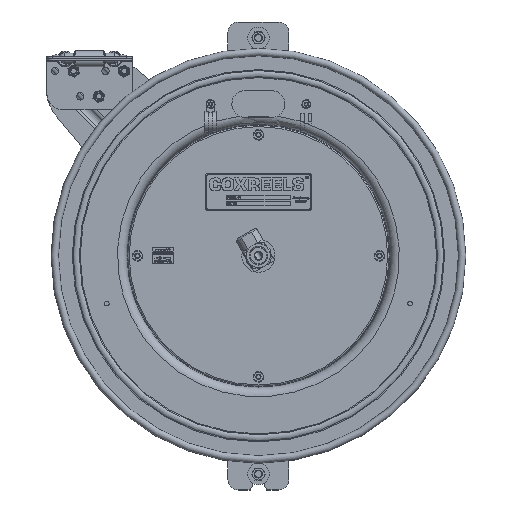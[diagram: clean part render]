
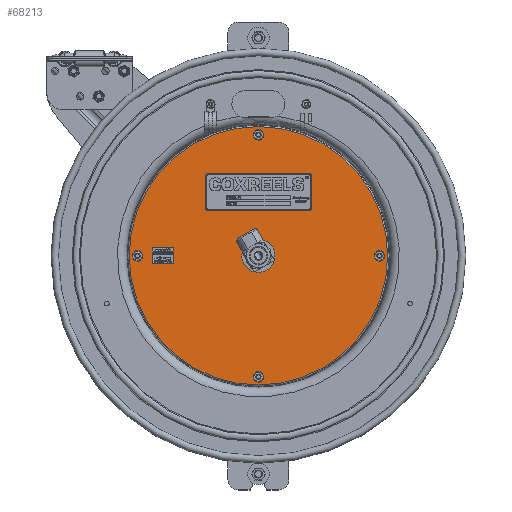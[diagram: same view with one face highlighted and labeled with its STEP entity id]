
A CAD part, top view. The second image highlights one B-rep face of the part: STEP entity #68213.
In plain terms, the highlighted planar face has unit normal (0, 0, 1).
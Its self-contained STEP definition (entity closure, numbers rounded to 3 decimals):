
#3046=FACE_BOUND('',#10650,.T.);
#3047=FACE_BOUND('',#10651,.T.);
#3048=FACE_BOUND('',#10652,.T.);
#3049=FACE_BOUND('',#10653,.T.);
#3050=FACE_BOUND('',#10654,.T.);
#5076=CIRCLE('',#72140,6.078);
#5077=CIRCLE('',#72141,0.655);
#5078=CIRCLE('',#72142,0.14);
#5079=CIRCLE('',#72143,0.14);
#5080=CIRCLE('',#72144,0.14);
#5081=CIRCLE('',#72145,0.14);
#7771=FACE_OUTER_BOUND('',#10649,.T.);
#10649=EDGE_LOOP('',(#54903));
#10650=EDGE_LOOP('',(#54904));
#10651=EDGE_LOOP('',(#54905));
#10652=EDGE_LOOP('',(#54906));
#10653=EDGE_LOOP('',(#54907));
#10654=EDGE_LOOP('',(#54908));
#30292=VERTEX_POINT('',#111183);
#30293=VERTEX_POINT('',#111185);
#30294=VERTEX_POINT('',#111187);
#30295=VERTEX_POINT('',#111189);
#30296=VERTEX_POINT('',#111191);
#30297=VERTEX_POINT('',#111193);
#40474=EDGE_CURVE('',#30292,#30292,#5076,.T.);
#40475=EDGE_CURVE('',#30293,#30293,#5077,.T.);
#40476=EDGE_CURVE('',#30294,#30294,#5078,.T.);
#40477=EDGE_CURVE('',#30295,#30295,#5079,.T.);
#40478=EDGE_CURVE('',#30296,#30296,#5080,.T.);
#40479=EDGE_CURVE('',#30297,#30297,#5081,.T.);
#54903=ORIENTED_EDGE('',*,*,#40474,.F.);
#54904=ORIENTED_EDGE('',*,*,#40475,.T.);
#54905=ORIENTED_EDGE('',*,*,#40476,.T.);
#54906=ORIENTED_EDGE('',*,*,#40477,.T.);
#54907=ORIENTED_EDGE('',*,*,#40478,.T.);
#54908=ORIENTED_EDGE('',*,*,#40479,.T.);
#63279=PLANE('',#72139);
#68213=ADVANCED_FACE('',(#7771,#3046,#3047,#3048,#3049,#3050),#63279,.T.);
#72139=AXIS2_PLACEMENT_3D('',#111182,#82409,#82410);
#72140=AXIS2_PLACEMENT_3D('',#111184,#82411,#82412);
#72141=AXIS2_PLACEMENT_3D('',#111186,#82413,#82414);
#72142=AXIS2_PLACEMENT_3D('',#111188,#82415,#82416);
#72143=AXIS2_PLACEMENT_3D('',#111190,#82417,#82418);
#72144=AXIS2_PLACEMENT_3D('',#111192,#82419,#82420);
#72145=AXIS2_PLACEMENT_3D('',#111194,#82421,#82422);
#82409=DIRECTION('center_axis',(0.,0.,
1.));
#82410=DIRECTION('ref_axis',(-1.,0.,0.));
#82411=DIRECTION('center_axis',(0.,0.,
-1.));
#82412=DIRECTION('ref_axis',(-1.,0.,0.));
#82413=DIRECTION('center_axis',(0.,0.,
-1.));
#82414=DIRECTION('ref_axis',(1.,0.,0.));
#82415=DIRECTION('center_axis',(0.,0.,
-1.));
#82416=DIRECTION('ref_axis',(-1.,0.,0.));
#82417=DIRECTION('center_axis',(0.,0.,
-1.));
#82418=DIRECTION('ref_axis',(-1.,0.,0.));
#82419=DIRECTION('center_axis',(0.,0.,
-1.));
#82420=DIRECTION('ref_axis',(-1.,0.,0.));
#82421=DIRECTION('center_axis',(0.,0.,
-1.));
#82422=DIRECTION('ref_axis',(-1.,0.,0.));
#111182=CARTESIAN_POINT('Origin',(51.936,-11.252,-49.546));
#111183=CARTESIAN_POINT('',(58.013,-11.252,-49.546));
#111184=CARTESIAN_POINT('Origin',(51.936,-11.252,-49.546));
#111185=CARTESIAN_POINT('',(51.281,-11.252,-49.546));
#111186=CARTESIAN_POINT('Origin',(51.936,-11.252,-49.546));
#111187=CARTESIAN_POINT('',(46.108,-11.252,-49.546));
#111188=CARTESIAN_POINT('Origin',(46.248,-11.252,-49.546));
#111189=CARTESIAN_POINT('',(57.483,-11.252,-49.546));
#111190=CARTESIAN_POINT('Origin',(57.623,-11.252,-49.546));
#111191=CARTESIAN_POINT('',(51.796,-16.939,-49.546));
#111192=CARTESIAN_POINT('Origin',(51.936,-16.939,-49.546));
#111193=CARTESIAN_POINT('',(51.796,-5.564,-49.546));
#111194=CARTESIAN_POINT('Origin',(51.936,-5.564,-49.546));
